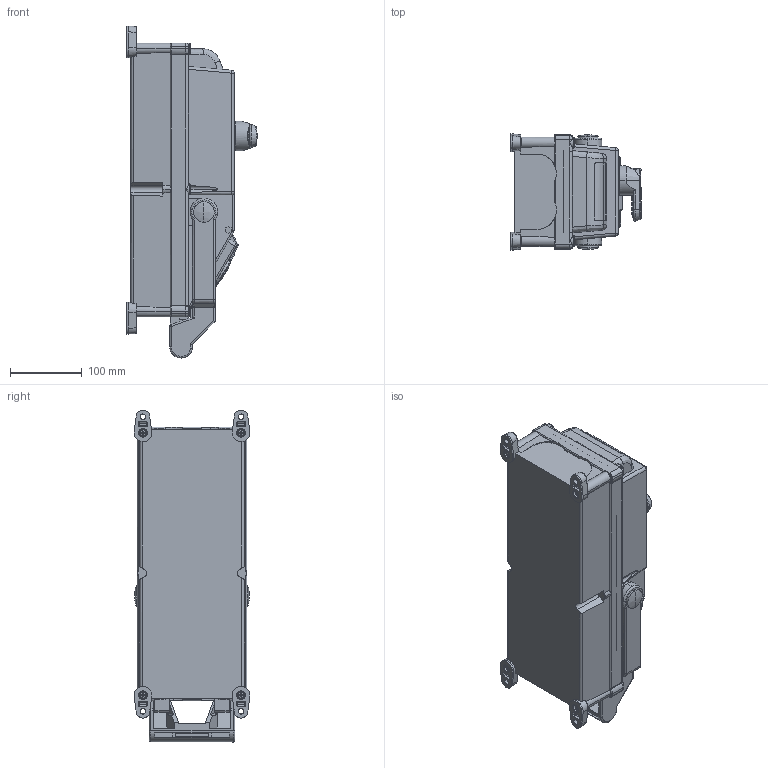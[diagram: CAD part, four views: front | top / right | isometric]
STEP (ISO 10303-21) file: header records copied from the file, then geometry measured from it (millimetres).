
FILE_DESCRIPTION (( 'STEP AP214' ), '1' );
FILE_NAME ('CATSTD-MIDSR-023-M01.STEP', '2022-05-23T12:35:26', ( '' ), ( '' ), 'SwSTEP 2.0', 'SolidWorks 2020', '' );
FILE_SCHEMA (( 'AUTOMOTIVE_DESIGN' ));
Length unit declared in the file: inch
Products named in the file (1): CATSTD-MIDSR-023-M01
Bounding box: 181.02 x 161.13 x 461.95 mm (x, y, z)
Surface area: 573497 mm2 (no closed solid volume)
Topology: 0 solids, 14 shells, 2434 faces, 6404 edges, 4081 vertices
Faces by surface type: plane 1033, cylinder 835, torus 226, bspline 225, cone 70, sphere 45
Entity records: 171236 total; most frequent: CARTESIAN_POINT 93728, ORIENTED_EDGE 12748, EDGE_CURVE 6378, B_SPLINE_CURVE_WITH_KNOTS 6209, DIRECTION 4554, VERTEX_POINT 4081, EDGE_LOOP 2575, FACE_OUTER_BOUND 2434
